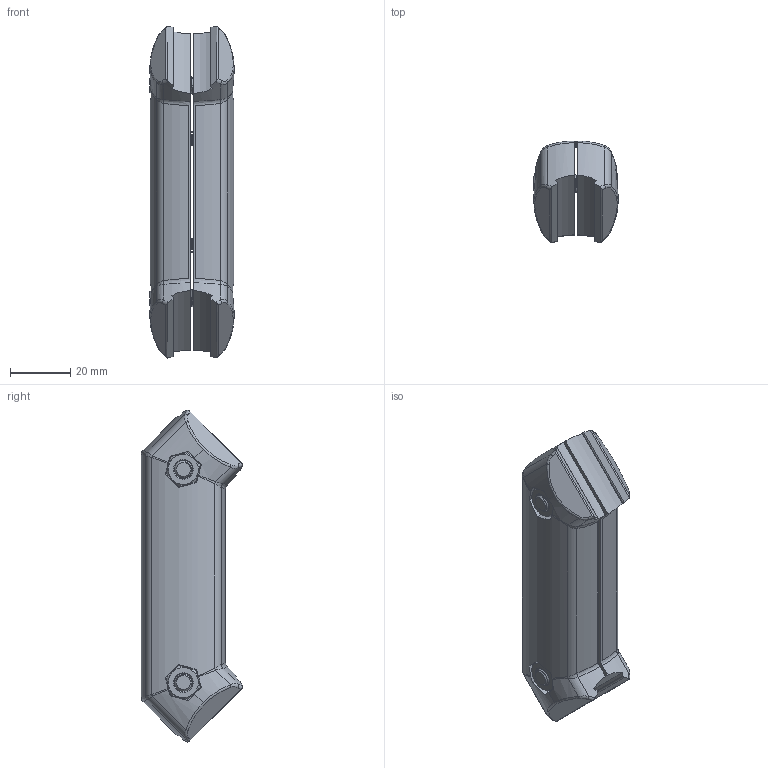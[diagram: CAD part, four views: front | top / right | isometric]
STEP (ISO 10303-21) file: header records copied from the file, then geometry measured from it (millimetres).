
FILE_DESCRIPTION (( 'STEP AP214' ), '1' );
FILE_NAME ('B395 Êîñûíêà ïîä 45ãð. 75õ75ìì.STEP', '2024-01-26T11:43:26', ( '' ), ( '' ), 'SwSTEP 2.0', 'SolidWorks 2022', '' );
FILE_SCHEMA (( 'AUTOMOTIVE_DESIGN' ));
Length unit declared in the file: millimetre
Products named in the file (1): B395 Косынка под 45гр. 75х75мм
Bounding box: 28 x 33.81 x 110.58 mm (x, y, z)
Volume: 41357.5 mm3; surface area: 25674.2 mm2
Topology: 6 solids, 6 shells, 490 faces, 1308 edges, 846 vertices
Faces by surface type: cylinder 196, plane 134, bspline 76, cone 68, torus 16
Entity records: 33951 total; most frequent: CARTESIAN_POINT 17941, ORIENTED_EDGE 2616, DIRECTION 1526, EDGE_CURVE 1308, VERTEX_POINT 846, B_SPLINE_CURVE_WITH_KNOTS 702, AXIS2_PLACEMENT_3D 547, EDGE_LOOP 518
